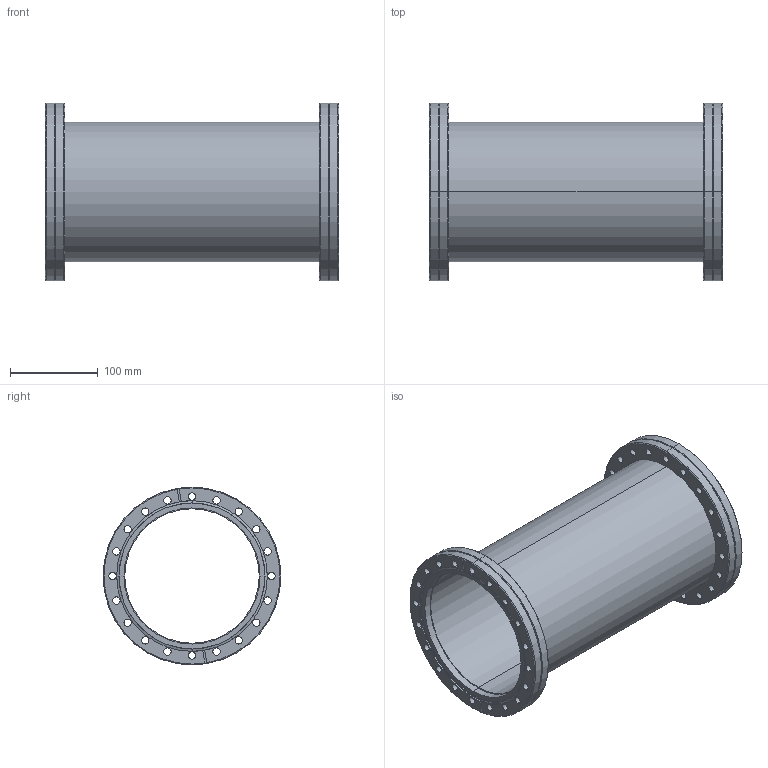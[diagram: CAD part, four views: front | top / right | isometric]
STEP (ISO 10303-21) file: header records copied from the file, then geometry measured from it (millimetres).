
FILE_DESCRIPTION (( 'STEP AP214' ), '1' );
FILE_NAME ('420RZS160.stp', '2018-11-12T12:12:29', ( '' ), ( '' ), 'SwSTEP 2.0', 'SolidWorks 2015', '' );
FILE_SCHEMA (( 'AUTOMOTIVE_DESIGN' ));
Length unit declared in the file: millimetre
Products named in the file (1): 420RZS160
Bounding box: 334 x 202.4 x 202.4 mm (x, y, z)
Volume: 962568.9 mm3; surface area: 445632.4 mm2
Topology: 1 solids, 1 shells, 158 faces, 408 edges, 260 vertices
Faces by surface type: cylinder 112, cone 18, torus 14, plane 14
Entity records: 6978 total; most frequent: DIRECTION 984, CARTESIAN_POINT 955, ORIENTED_EDGE 816, AXIS2_PLACEMENT_3D 425, EDGE_CURVE 408, CIRCLE 266, VERTEX_POINT 260, EDGE_LOOP 248
